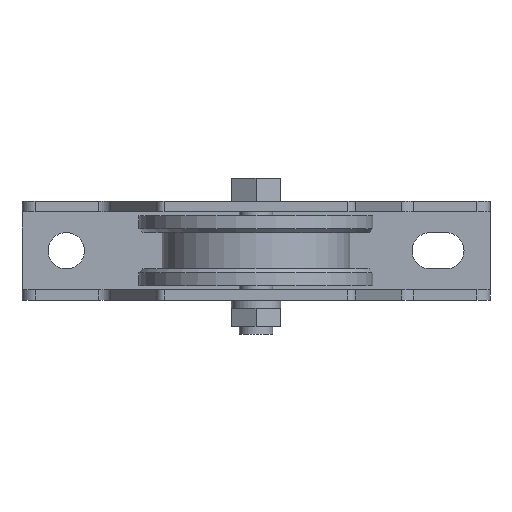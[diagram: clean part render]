
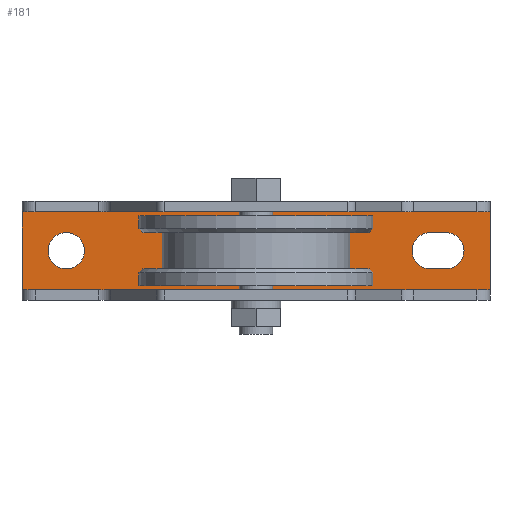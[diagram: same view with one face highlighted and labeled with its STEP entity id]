
A CAD part, front view. The second image highlights one B-rep face of the part: STEP entity #181.
In plain terms, the highlighted planar face has unit normal (0, -1, 0).
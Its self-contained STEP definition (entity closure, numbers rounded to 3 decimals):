
#39 = VERTEX_POINT ( 'NONE', #655 ) ;
#40 = VERTEX_POINT ( 'NONE', #654 ) ;
#45 = EDGE_CURVE ( 'NONE', #40, #39, #644, .T. ) ;
#145 = ORIENTED_EDGE ( 'NONE', *, *, #2526, .T. ) ;
#146 = ORIENTED_EDGE ( 'NONE', *, *, #45, .F. ) ;
#147 = ORIENTED_EDGE ( 'NONE', *, *, #2229, .F. ) ;
#148 = ORIENTED_EDGE ( 'NONE', *, *, #169, .T. ) ;
#156 = ORIENTED_EDGE ( 'NONE', *, *, #157, .T. ) ;
#157 = EDGE_CURVE ( 'NONE', #183, #158, #859, .T. ) ;
#158 = VERTEX_POINT ( 'NONE', #855 ) ;
#159 = ORIENTED_EDGE ( 'NONE', *, *, #160, .T. ) ;
#160 = EDGE_CURVE ( 'NONE', #158, #161, #854, .T. ) ;
#161 = VERTEX_POINT ( 'NONE', #849 ) ;
#162 = ORIENTED_EDGE ( 'NONE', *, *, #163, .T. ) ;
#163 = EDGE_CURVE ( 'NONE', #161, #164, #848, .T. ) ;
#164 = VERTEX_POINT ( 'NONE', #844 ) ;
#165 = ORIENTED_EDGE ( 'NONE', *, *, #166, .T. ) ;
#166 = EDGE_CURVE ( 'NONE', #164, #183, #843, .T. ) ;
#167 = EDGE_LOOP ( 'NONE', ( #168, #225 ) ) ;
#168 = ORIENTED_EDGE ( 'NONE', *, *, #224, .T. ) ;
#169 = EDGE_CURVE ( 'NONE', #2216, #2523, #838, .T. ) ;
#181 = ADVANCED_FACE ( 'NONE', ( #885, #884, #883 ), #882, .F. ) ;
#182 = EDGE_LOOP ( 'NONE', ( #156, #159, #162, #165 ) ) ;
#183 = VERTEX_POINT ( 'NONE', #877 ) ;
#224 = EDGE_CURVE ( 'NONE', #2398, #2397, #938, .T. ) ;
#225 = ORIENTED_EDGE ( 'NONE', *, *, #2395, .T. ) ;
#226 = EDGE_LOOP ( 'NONE', ( #145, #146, #147, #148 ) ) ;
#641 = DIRECTION ( 'NONE',  ( -1., 0., 0. ) ) ;
#642 = VECTOR ( 'NONE', #641, 1000. ) ;
#643 = CARTESIAN_POINT ( 'NONE',  ( 90., 51., -15. ) ) ;
#644 = LINE ( 'NONE', #643, #642 ) ;
#654 = CARTESIAN_POINT ( 'NONE',  ( 90., 51., -15. ) ) ;
#655 = CARTESIAN_POINT ( 'NONE',  ( -90., 51., -15. ) ) ;
#835 = DIRECTION ( 'NONE',  ( -1., 0., 0. ) ) ;
#836 = VECTOR ( 'NONE', #835, 1000. ) ;
#837 = CARTESIAN_POINT ( 'NONE',  ( 90., 51., 15. ) ) ;
#838 = LINE ( 'NONE', #837, #836 ) ;
#839 = DIRECTION ( 'NONE',  ( 0., 0., 1. ) ) ;
#840 = DIRECTION ( 'NONE',  ( 0., 1., 0. ) ) ;
#841 = CARTESIAN_POINT ( 'NONE',  ( 73., 51., 0. ) ) ;
#842 = AXIS2_PLACEMENT_3D ( 'NONE', #841, #840, #839 ) ;
#843 = CIRCLE ( 'NONE', #842, 7. ) ;
#844 = CARTESIAN_POINT ( 'NONE',  ( 73., 51., 7. ) ) ;
#845 = DIRECTION ( 'NONE',  ( 1., 0., 0. ) ) ;
#846 = VECTOR ( 'NONE', #845, 1000. ) ;
#847 = CARTESIAN_POINT ( 'NONE',  ( 67., 51., 7. ) ) ;
#848 = LINE ( 'NONE', #847, #846 ) ;
#849 = CARTESIAN_POINT ( 'NONE',  ( 67., 51., 7. ) ) ;
#850 = DIRECTION ( 'NONE',  ( 0., 0., 1. ) ) ;
#851 = DIRECTION ( 'NONE',  ( 0., 1., 0. ) ) ;
#852 = CARTESIAN_POINT ( 'NONE',  ( 67., 51., 0. ) ) ;
#853 = AXIS2_PLACEMENT_3D ( 'NONE', #852, #851, #850 ) ;
#854 = CIRCLE ( 'NONE', #853, 7. ) ;
#855 = CARTESIAN_POINT ( 'NONE',  ( 67., 51., -7. ) ) ;
#856 = DIRECTION ( 'NONE',  ( -1., 0., 0. ) ) ;
#857 = VECTOR ( 'NONE', #856, 1000. ) ;
#858 = CARTESIAN_POINT ( 'NONE',  ( 67., 51., -7. ) ) ;
#859 = LINE ( 'NONE', #858, #857 ) ;
#877 = CARTESIAN_POINT ( 'NONE',  ( 73., 51., -7. ) ) ;
#878 = DIRECTION ( 'NONE',  ( 0., 0., 1. ) ) ;
#879 = DIRECTION ( 'NONE',  ( 0., 1., 0. ) ) ;
#880 = CARTESIAN_POINT ( 'NONE',  ( 90., 51., 15. ) ) ;
#881 = AXIS2_PLACEMENT_3D ( 'NONE', #880, #879, #878 ) ;
#882 = PLANE ( 'NONE',  #881 ) ;
#883 = FACE_OUTER_BOUND ( 'NONE', #226, .T. ) ;
#884 = FACE_BOUND ( 'NONE', #167, .T. ) ;
#885 = FACE_BOUND ( 'NONE', #182, .T. ) ;
#934 = DIRECTION ( 'NONE',  ( 0., 0., 1. ) ) ;
#935 = DIRECTION ( 'NONE',  ( 0., 1., 0. ) ) ;
#936 = CARTESIAN_POINT ( 'NONE',  ( -73., 51., 0. ) ) ;
#937 = AXIS2_PLACEMENT_3D ( 'NONE', #936, #935, #934 ) ;
#938 = CIRCLE ( 'NONE', #937, 7. ) ;
#1517 = DIRECTION ( 'NONE',  ( 0., 0., -1. ) ) ;
#1518 = VECTOR ( 'NONE', #1517, 1000. ) ;
#1519 = CARTESIAN_POINT ( 'NONE',  ( 90., 51., 15. ) ) ;
#1520 = LINE ( 'NONE', #1519, #1518 ) ;
#1540 = CARTESIAN_POINT ( 'NONE',  ( 90., 51., 15. ) ) ;
#1830 = CARTESIAN_POINT ( 'NONE',  ( -73., 51., 0. ) ) ;
#1831 = CIRCLE ( 'NONE', #1893, 7. ) ;
#1889 = CARTESIAN_POINT ( 'NONE',  ( -73., 51., 7. ) ) ;
#1890 = CARTESIAN_POINT ( 'NONE',  ( -73., 51., -7. ) ) ;
#1891 = DIRECTION ( 'NONE',  ( 0., 0., 1. ) ) ;
#1892 = DIRECTION ( 'NONE',  ( 0., 1., 0. ) ) ;
#1893 = AXIS2_PLACEMENT_3D ( 'NONE', #1830, #1892, #1891 ) ;
#2085 = DIRECTION ( 'NONE',  ( 0., 0., -1. ) ) ;
#2086 = VECTOR ( 'NONE', #2085, 1000. ) ;
#2087 = CARTESIAN_POINT ( 'NONE',  ( -90., 51., 15. ) ) ;
#2088 = LINE ( 'NONE', #2087, #2086 ) ;
#2093 = CARTESIAN_POINT ( 'NONE',  ( -90., 51., 15. ) ) ;
#2216 = VERTEX_POINT ( 'NONE', #1540 ) ;
#2229 = EDGE_CURVE ( 'NONE', #2216, #40, #1520, .T. ) ;
#2395 = EDGE_CURVE ( 'NONE', #2397, #2398, #1831, .T. ) ;
#2397 = VERTEX_POINT ( 'NONE', #1890 ) ;
#2398 = VERTEX_POINT ( 'NONE', #1889 ) ;
#2523 = VERTEX_POINT ( 'NONE', #2093 ) ;
#2526 = EDGE_CURVE ( 'NONE', #2523, #39, #2088, .T. ) ;
